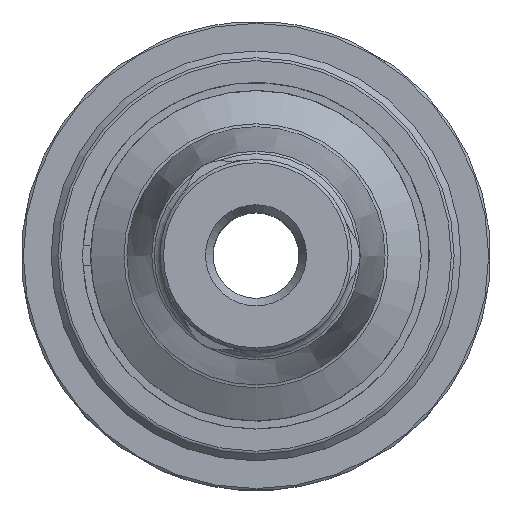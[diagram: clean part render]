
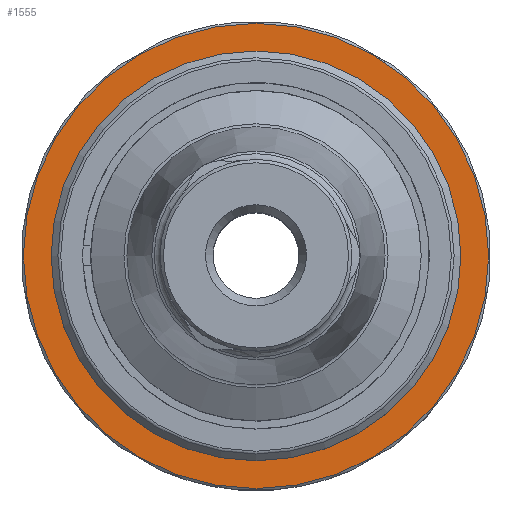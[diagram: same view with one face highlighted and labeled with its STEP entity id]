
A CAD part, top view. The second image highlights one B-rep face of the part: STEP entity #1555.
In plain terms, the highlighted planar face has unit normal (0, 0, 1).
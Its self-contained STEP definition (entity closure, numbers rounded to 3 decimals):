
#188=PLANE('',#1767);
#548=ORIENTED_EDGE('',*,*,#780,.F.);
#549=ORIENTED_EDGE('',*,*,#781,.T.);
#780=EDGE_CURVE('',#938,#938,#1045,.T.);
#781=EDGE_CURVE('',#939,#939,#1046,.T.);
#938=VERTEX_POINT('',#2793);
#939=VERTEX_POINT('',#2796);
#1045=CIRCLE('',#1766,35.2);
#1046=CIRCLE('',#1768,30.65);
#1204=EDGE_LOOP('',(#548));
#1205=EDGE_LOOP('',(#549));
#1388=FACE_BOUND('',#1204,.T.);
#1389=FACE_BOUND('',#1205,.T.);
#1555=ADVANCED_FACE('',(#1388,#1389),#188,.F.);
#1766=AXIS2_PLACEMENT_3D('',#2792,#2198,#2199);
#1767=AXIS2_PLACEMENT_3D('',#2794,#2200,#2201);
#1768=AXIS2_PLACEMENT_3D('',#2795,#2202,#2203);
#2198=DIRECTION('',(0.,0.,-1.));
#2199=DIRECTION('',(1.,0.,0.));
#2200=DIRECTION('',(0.,0.,-1.));
#2201=DIRECTION('',(1.,0.,0.));
#2202=DIRECTION('',(0.,0.,-1.));
#2203=DIRECTION('',(1.,0.,0.));
#2792=CARTESIAN_POINT('',(0.,0.,-1.));
#2793=CARTESIAN_POINT('',(35.2,0.,-1.));
#2794=CARTESIAN_POINT('',(30.65,0.,-1.));
#2795=CARTESIAN_POINT('',(0.,0.,-1.));
#2796=CARTESIAN_POINT('',(30.65,0.,-1.));
